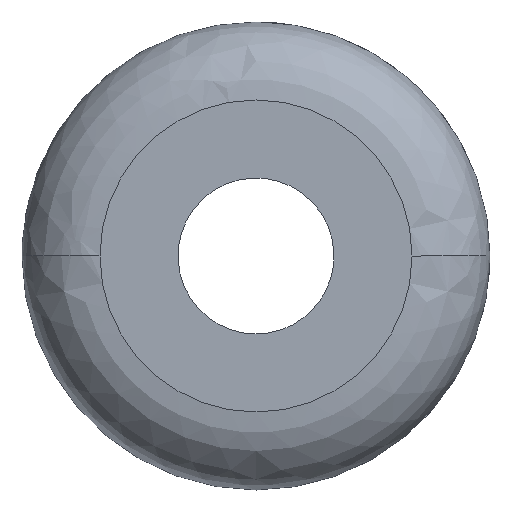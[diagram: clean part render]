
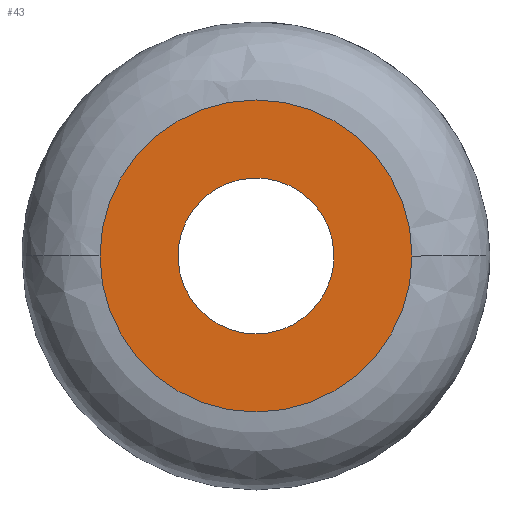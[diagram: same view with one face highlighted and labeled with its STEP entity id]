
A CAD part, front view. The second image highlights one B-rep face of the part: STEP entity #43.
In plain terms, the highlighted planar face has unit normal (0, -1, 0).
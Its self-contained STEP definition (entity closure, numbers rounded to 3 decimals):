
#43=ADVANCED_FACE('',(#86,#87),#85,.F.);
#85=PLANE('',#197);
#86=FACE_OUTER_BOUND('',#198,.T.);
#87=FACE_BOUND('',#199,.T.);
#194=CARTESIAN_POINT('',(-12.471,0.,-13.8));
#195=DIRECTION('',(0.,1.,0.));
#196=DIRECTION('',(0.,0.,1.));
#197=AXIS2_PLACEMENT_3D('',#194,#195,#196);
#198=EDGE_LOOP('',(#348,#349,#350));
#199=EDGE_LOOP('',(#351,#352,#353));
#348=ORIENTED_EDGE('',*,*,#424,.T.);
#349=ORIENTED_EDGE('',*,*,#425,.T.);
#350=ORIENTED_EDGE('',*,*,#426,.T.);
#351=ORIENTED_EDGE('',*,*,#427,.F.);
#352=ORIENTED_EDGE('',*,*,#428,.F.);
#353=ORIENTED_EDGE('',*,*,#429,.F.);
#424=EDGE_CURVE('',#606,#607,#608,.T.);
#425=EDGE_CURVE('',#607,#614,#615,.T.);
#426=EDGE_CURVE('',#614,#606,#621,.T.);
#427=EDGE_CURVE('',#627,#628,#629,.T.);
#428=EDGE_CURVE('',#635,#627,#636,.T.);
#429=EDGE_CURVE('',#628,#635,#642,.T.);
#606=VERTEX_POINT('',#814);
#607=VERTEX_POINT('',#815);
#608=CIRCLE('',#819,6.);
#614=VERTEX_POINT('',#820);
#615=CIRCLE('',#824,6.);
#621=CIRCLE('',#828,6.);
#627=VERTEX_POINT('',#829);
#628=VERTEX_POINT('',#830);
#629=CIRCLE('',#834,3.);
#635=VERTEX_POINT('',#835);
#636=CIRCLE('',#839,3.);
#642=CIRCLE('',#843,3.);
#814=CARTESIAN_POINT('',(0.,0.,6.));
#815=CARTESIAN_POINT('',(-6.,0.,0.));
#816=CARTESIAN_POINT('',(0.,0.,0.));
#817=DIRECTION('',(0.,-1.,0.));
#818=DIRECTION('',(0.,0.,1.));
#819=AXIS2_PLACEMENT_3D('',#816,#817,#818);
#820=CARTESIAN_POINT('',(6.,0.,0.));
#821=CARTESIAN_POINT('',(0.,0.,0.));
#822=DIRECTION('',(0.,-1.,0.));
#823=DIRECTION('',(0.,0.,1.));
#824=AXIS2_PLACEMENT_3D('',#821,#822,#823);
#825=CARTESIAN_POINT('',(0.,0.,0.));
#826=DIRECTION('',(0.,-1.,0.));
#827=DIRECTION('',(0.,0.,1.));
#828=AXIS2_PLACEMENT_3D('',#825,#826,#827);
#829=CARTESIAN_POINT('',(-2.979,0.,0.354));
#830=CARTESIAN_POINT('',(0.,0.,-3.));
#831=CARTESIAN_POINT('',(0.,0.,0.));
#832=DIRECTION('',(0.,-1.,0.));
#833=DIRECTION('',(0.,0.,-1.));
#834=AXIS2_PLACEMENT_3D('',#831,#832,#833);
#835=CARTESIAN_POINT('',(2.979,0.,-0.355));
#836=CARTESIAN_POINT('',(0.,0.,0.));
#837=DIRECTION('',(0.,-1.,0.));
#838=DIRECTION('',(0.,0.,-1.));
#839=AXIS2_PLACEMENT_3D('',#836,#837,#838);
#840=CARTESIAN_POINT('',(0.,0.,0.));
#841=DIRECTION('',(0.,-1.,0.));
#842=DIRECTION('',(0.,0.,-1.));
#843=AXIS2_PLACEMENT_3D('',#840,#841,#842);
